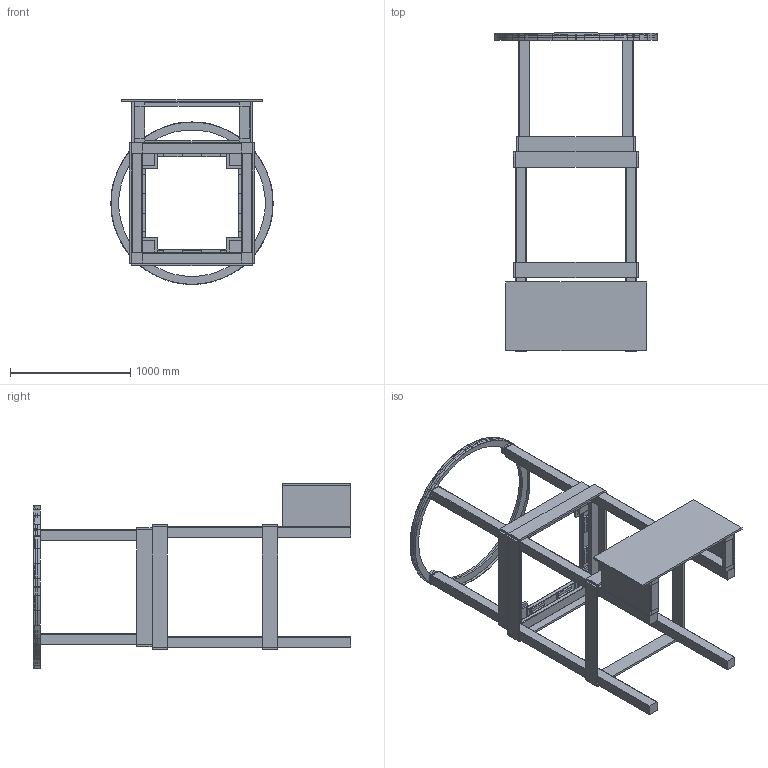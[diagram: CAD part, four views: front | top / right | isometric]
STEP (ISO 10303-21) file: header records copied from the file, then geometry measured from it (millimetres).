
FILE_DESCRIPTION (( 'STEP AP214' ), '1' );
FILE_NAME ('TE-22002.STEP', '2022-01-06T04:05:10', ( '' ), ( '' ), 'SwSTEP 2.0', 'SolidWorks 2019', '' );
FILE_SCHEMA (( 'AUTOMOTIVE_DESIGN' ));
Length unit declared in the file: inch
Products named in the file (39): TE-22015; TE-22044; TE-22034; TE-22012; TE-22033; TE-22070; TE-22017; TE-22014; TE-22016; TE-22032; TE-22036; TE-22035; TE-22010; TE-22040; TE-22041; TE-22043; TE-22071; TE-22038; TE-22037; TE-22005; TE-22006; TE-22031; TE-22042; TE-22011; Reflective Tape_VISIONTARGET; TE-22002; TE-22030; TE-22013
Assembly tree (122 placements, depth 5):
  TE-22002
    TE-22040
      TE-22042  x4
      TE-22043  x8
      TE-22044
        TE-22041  x4
        TE-22005  x4
        TE-22006  x8
    TE-22030
      TE-22036  x4
      TE-22038
        TE-22035  x4
        TE-22005  x4
        TE-22006  x8
      TE-22037  x4
      TE-22034
        TE-22033
          TE-22031  x2
        TE-22033
          TE-22031  x2
        TE-22033
          TE-22031  x2
        TE-22033
          TE-22031  x2
        TE-22032  x4
    TE-22010
      TE-22013
        TE-22012
        TE-22011  x2
      TE-22017
        TE-22016
        TE-22014  x2
        TE-22015  x2
      TE-22017
        TE-22016
        TE-22014  x2
        TE-22015  x2
    TE-22070
      TE-22071
      Reflective Tape_VISIONTARGET  x2
    TE-22070
      TE-22071
      Reflective Tape_VISIONTARGET  x2
    TE-22070
      TE-22071
      Reflective Tape_VISIONTARGET  x2
    TE-22070
      TE-22071
      Reflective Tape_VISIONTARGET  x2
    TE-22070
      TE-22071
      Reflective Tape_VISIONTARGET  x2
    TE-22070
      TE-22071
      Reflective Tape_VISIONTARGET  x2
    TE-22070
      TE-22071
      Reflective Tape_VISIONTARGET  x2
    TE-22070
      TE-22071
Bounding box: 1350.67 x 2642.39 x 1536.56 mm (x, y, z)
Volume: 185482039.7 mm3; surface area: 15873571.5 mm2
Topology: 101 solids, 101 shells, 778 faces, 1728 edges, 1152 vertices
Faces by surface type: plane 594, cylinder 184
Entity records: 6041 total; most frequent: DIRECTION 957, CARTESIAN_POINT 810, ORIENTED_EDGE 630, AXIS2_PLACEMENT_3D 357, EDGE_CURVE 315, LINE 243, VECTOR 243, VERTEX_POINT 210
